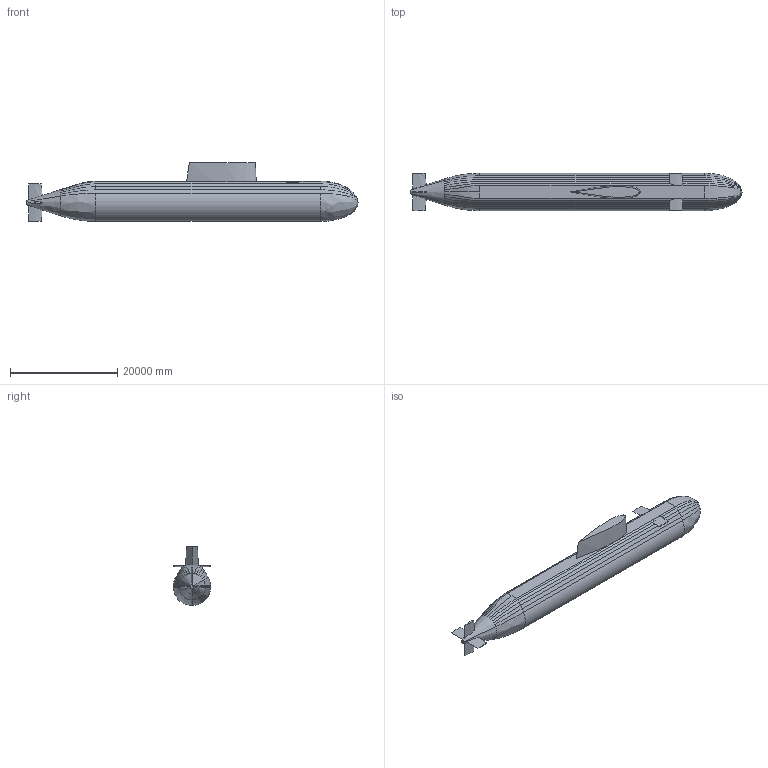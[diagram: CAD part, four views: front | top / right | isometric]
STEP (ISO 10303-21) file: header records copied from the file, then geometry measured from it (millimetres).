
FILE_DESCRIPTION(/* description */ (''),/* implementation_level */ '2;1');
FILE_NAME(/* name */ 'BETSSI~1',/* time_stamp */ '2018-12-05T21:03:35+01:00',/* author */ (''),/* organization */ (''),/* preprocessor_version */ 'ST-DEVELOPER v15',/* originating_system */ '',/* authorisation */ '');
FILE_SCHEMA (('AUTOMOTIVE_DESIGN'));
Length unit declared in the file: metre
Products named in the file (1): Document
Bounding box: 62000 x 7000 x 11000 mm (x, y, z)
Volume: 2269646414083 mm3; surface area: 1457992835.8 mm2
Topology: 1 solids, 1 shells, 70 faces, 173 edges, 78 vertices
Faces by surface type: bspline 56, plane 14
Entity records: 2143 total; most frequent: CARTESIAN_POINT 1348, ORIENTED_EDGE 286, EDGE_CURVE 143, VERTEX_POINT 78, EDGE_LOOP 73, ADVANCED_FACE 70, FACE_OUTER_BOUND 70, DIRECTION 15
